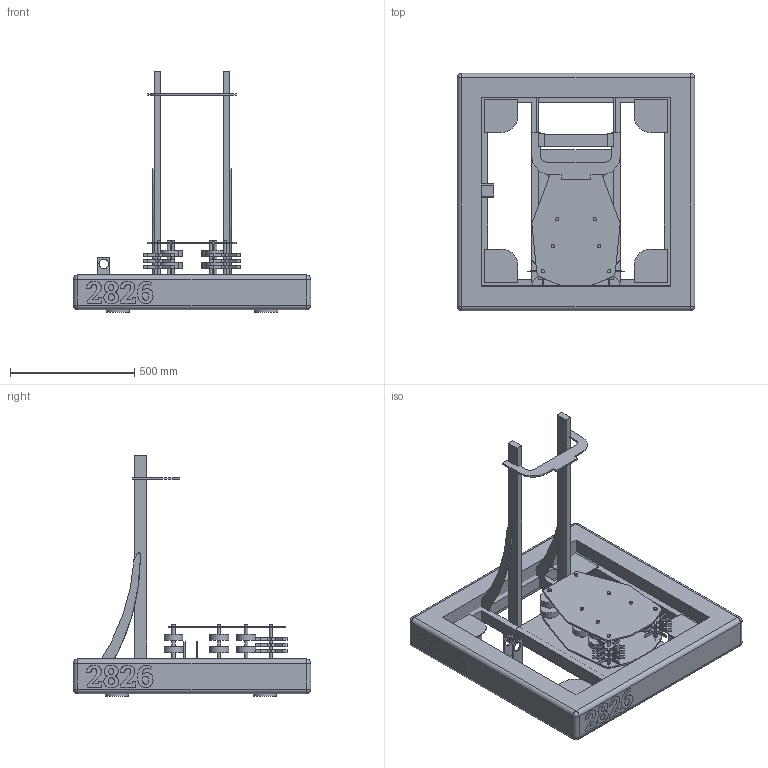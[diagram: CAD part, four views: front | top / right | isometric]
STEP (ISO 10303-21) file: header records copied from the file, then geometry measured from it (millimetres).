
FILE_DESCRIPTION(/* description */ ('STEP AP242','CAx-IF Rec.Pracs.---Representation and Presentation of Product Manufacturing Information (PMI)---4.0---2014-10-13','CAx-IF Rec.Pracs.---3D Tessellated Geometry---0.4---2014-09-14','2;1'),/* implementation_level */ '2;1');
FILE_NAME(/* name */ '67d59b9f3d424d4cfc5d9ee1',/* time_stamp */ '2025-03-15T15:24:16Z',/* author */ (''),/* organization */ (''),/* preprocessor_version */ 'ST-DEVELOPER v20',/* originating_system */ 'ONSHAPE BY PTC INC, 1.195',/* authorisation */ ' ');
FILE_SCHEMA (('AP242_MANAGED_MODEL_BASED_3D_ENGINEERING_MIM_LF { 1 0 10303 442 1 1 4 }'));
Length unit declared in the file: metre
Products named in the file (10): Simulation Assembly; Intake spikey doodad; Transport shaft; Transport compliant wheel; Electronics plate; Bumpers; Frame rails and stuff; Top transport plate; Climber Support; Bottom transport plate
Assembly tree (34 placements, depth 2):
  Simulation Assembly
    Intake spikey doodad  x6
    Transport shaft  x9
    Transport compliant wheel  x12
    Electronics plate  x2
    Bumpers
    Frame rails and stuff
    Top transport plate
    Climber Support
    Bottom transport plate
Bounding box: 956.18 x 956.18 x 970.28 mm (x, y, z)
Volume: 62275321.5 mm3; surface area: 4631188.4 mm2
Topology: 34 solids, 34 shells, 898 faces, 2399 edges, 1582 vertices
Faces by surface type: plane 417, bspline 320, cylinder 153, sphere 8
Full cylindrical faces by diameter (mm): 12.7 x43, 38.1 x2, 76.2 x12, 92.71 x4
Entity records: 23343 total; most frequent: CARTESIAN_POINT 7364, ORIENTED_EDGE 3744, DIRECTION 2184, EDGE_CURVE 1872, VERTEX_POINT 1252, LINE 1080, VECTOR 1080, EDGE_LOOP 788
